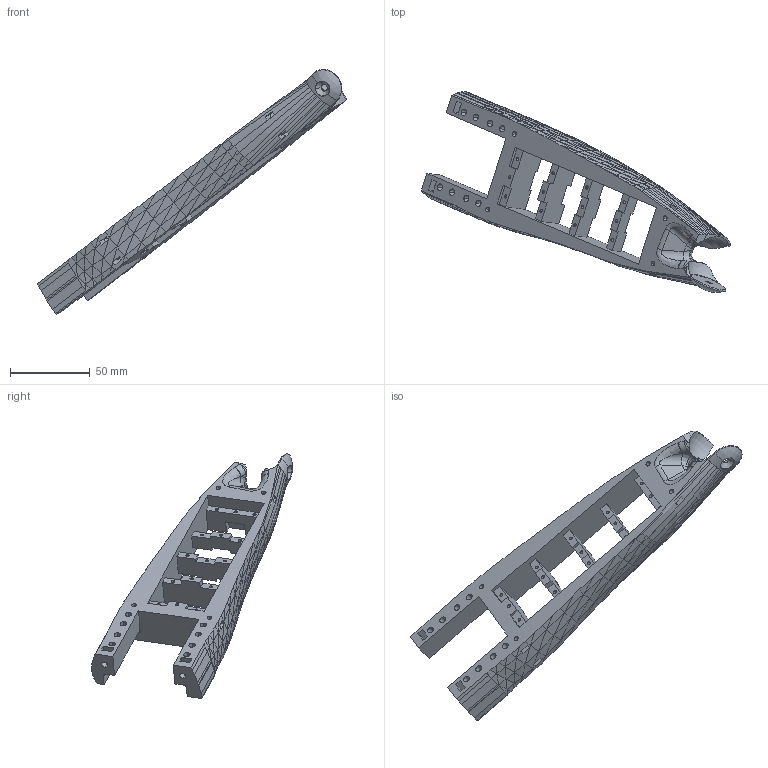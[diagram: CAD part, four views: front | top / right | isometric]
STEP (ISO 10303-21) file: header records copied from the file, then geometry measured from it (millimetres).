
FILE_DESCRIPTION((''),'2;1');
FILE_NAME('OBMP-FAH-1820','2023-10-12T14:38:07',('ccha425'),('Department of Mechanical Engineering, The University of Auckland'),'CREO PARAMETRIC BY PTC INC, 2017260','CREO PARAMETRIC BY PTC INC, 2017260','');
FILE_SCHEMA(('CONFIG_CONTROL_DESIGN'));
Length unit declared in the file: millimetre
Products named in the file (1): OBMP-FAH-1820
Bounding box: 193.47 x 125.88 x 153.21 mm (x, y, z)
Surface area: 43808.9 mm2 (no closed solid volume)
Topology: 0 solids, 1 shells, 593 faces, 1502 edges, 896 vertices
Faces by surface type: plane 392, cylinder 119, bspline 68, sphere 9, torus 3, cone 2
Entity records: 21577 total; most frequent: CARTESIAN_POINT 7755, ORIENTED_EDGE 2982, DIRECTION 2599, EDGE_CURVE 1496, VECTOR 973, LINE 973, VERTEX_POINT 896, AXIS2_PLACEMENT_3D 813
